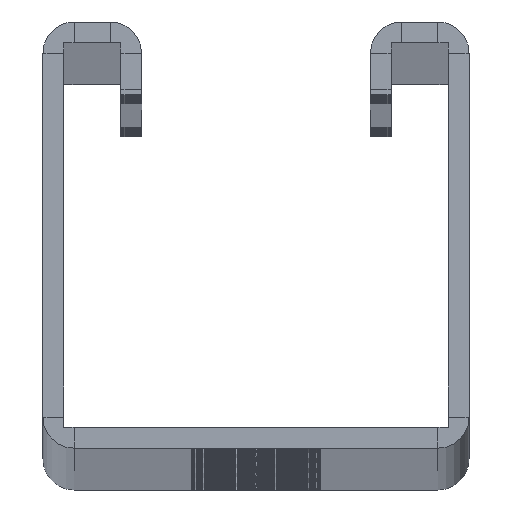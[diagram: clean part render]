
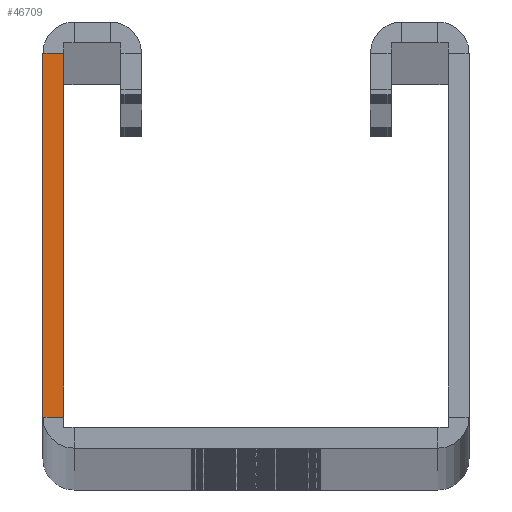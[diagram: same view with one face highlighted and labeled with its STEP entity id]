
A CAD part, top view. The second image highlights one B-rep face of the part: STEP entity #46709.
In plain terms, the highlighted planar face has unit normal (0, 0, 1).
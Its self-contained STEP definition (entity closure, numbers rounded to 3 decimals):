
#704 = CARTESIAN_POINT ( 'NONE',  ( -18.5, 0., 0. ) ) ;
#4834 = LINE ( 'NONE', #704, #10136 ) ;
#6460 = EDGE_CURVE ( 'NONE', #32305, #57175, #4834, .T. ) ;
#6495 = DIRECTION ( 'NONE',  ( 1., 0., 0. ) ) ;
#7505 = CARTESIAN_POINT ( 'NONE',  ( -20.5, 38., 0. ) ) ;
#10136 = VECTOR ( 'NONE', #40339, 1000. ) ;
#12129 = DIRECTION ( 'NONE',  ( 0., 1., 0. ) ) ;
#12389 = CARTESIAN_POINT ( 'NONE',  ( -17.5, 2., 0. ) ) ;
#13386 = VERTEX_POINT ( 'NONE', #7505 ) ;
#16067 = LINE ( 'NONE', #51826, #67481 ) ;
#16878 = CARTESIAN_POINT ( 'NONE',  ( -20.5, 0., 0. ) ) ;
#27162 = ORIENTED_EDGE ( 'NONE', *, *, #33339, .T. ) ;
#32305 = VERTEX_POINT ( 'NONE', #43799 ) ;
#33339 = EDGE_CURVE ( 'NONE', #38722, #32305, #43497, .T. ) ;
#38722 = VERTEX_POINT ( 'NONE', #65497 ) ;
#39642 = CARTESIAN_POINT ( 'NONE',  ( -18.5, 38., 0. ) ) ;
#39666 = EDGE_CURVE ( 'NONE', #57175, #13386, #16067, .T. ) ;
#40339 = DIRECTION ( 'NONE',  ( 0., 1., 0. ) ) ;
#41139 = DIRECTION ( 'NONE',  ( 1., 0., 0. ) ) ;
#41167 = PLANE ( 'NONE',  #72213 ) ;
#43497 = LINE ( 'NONE', #68863, #46156 ) ;
#43799 = CARTESIAN_POINT ( 'NONE',  ( -18.5, 3., 0. ) ) ;
#44956 = EDGE_LOOP ( 'NONE', ( #52185, #27162, #72648, #67522 ) ) ;
#46156 = VECTOR ( 'NONE', #41139, 1000. ) ;
#46709 = ADVANCED_FACE ( 'NONE', ( #55231 ), #41167, .T. ) ;
#51826 = CARTESIAN_POINT ( 'NONE',  ( -18.5, 38., 0. ) ) ;
#52185 = ORIENTED_EDGE ( 'NONE', *, *, #56687, .F. ) ;
#55231 = FACE_OUTER_BOUND ( 'NONE', #44956, .T. ) ;
#56687 = EDGE_CURVE ( 'NONE', #38722, #13386, #64036, .T. ) ;
#56759 = DIRECTION ( 'NONE',  ( -1., 0., 0. ) ) ;
#57175 = VERTEX_POINT ( 'NONE', #39642 ) ;
#63187 = VECTOR ( 'NONE', #12129, 1000. ) ;
#63207 = DIRECTION ( 'NONE',  ( 0., 0., 1. ) ) ;
#64036 = LINE ( 'NONE', #16878, #63187 ) ;
#65497 = CARTESIAN_POINT ( 'NONE',  ( -20.5, 3., 0. ) ) ;
#67481 = VECTOR ( 'NONE', #56759, 1000. ) ;
#67522 = ORIENTED_EDGE ( 'NONE', *, *, #39666, .T. ) ;
#68863 = CARTESIAN_POINT ( 'NONE',  ( -20.5, 3., 0. ) ) ;
#72213 = AXIS2_PLACEMENT_3D ( 'NONE', #12389, #63207, #6495 ) ;
#72648 = ORIENTED_EDGE ( 'NONE', *, *, #6460, .T. ) ;
